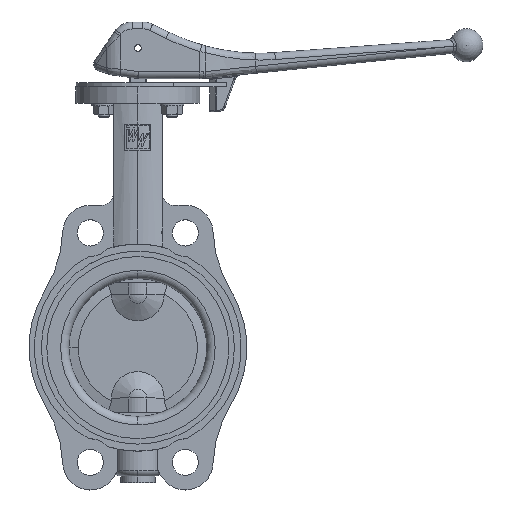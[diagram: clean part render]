
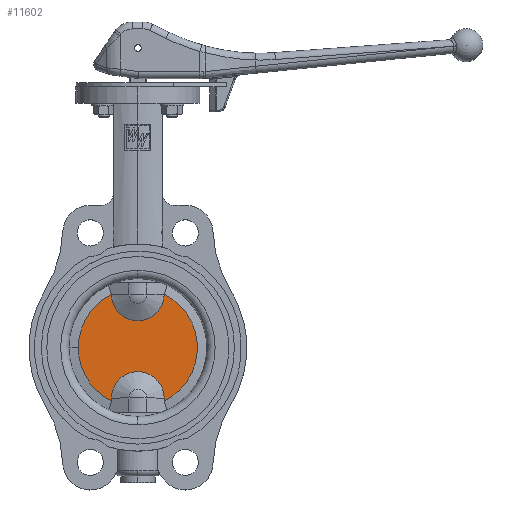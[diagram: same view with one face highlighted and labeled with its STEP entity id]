
A CAD part, top view. The second image highlights one B-rep face of the part: STEP entity #11602.
In plain terms, the highlighted planar face has unit normal (0, 0, 1).
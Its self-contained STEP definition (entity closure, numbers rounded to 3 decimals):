
#559 = CARTESIAN_POINT ( 'NONE',  ( -19.072, 38.698, 4. ) ) ;
#1162 = DIRECTION ( 'NONE',  ( 0., 0., 1. ) ) ;
#1354 = CARTESIAN_POINT ( 'NONE',  ( 0., 0., 4. ) ) ;
#1615 = DIRECTION ( 'NONE',  ( 0., 0., 1. ) ) ;
#1842 = EDGE_LOOP ( 'NONE', ( #20355, #12893, #3498, #6955, #25170, #28975, #25789, #6612, #17308 ) ) ;
#2303 = VERTEX_POINT ( 'NONE', #12537 ) ;
#2345 = EDGE_CURVE ( 'NONE', #26414, #5422, #2716, .T. ) ;
#2549 = CARTESIAN_POINT ( 'NONE',  ( 19.072, -36.5, 4. ) ) ;
#2716 = CIRCLE ( 'NONE', #4140, 43.142 ) ;
#2783 = DIRECTION ( 'NONE',  ( 0., 0., 1. ) ) ;
#2872 = DIRECTION ( 'NONE',  ( -1., 0., 0. ) ) ;
#3498 = ORIENTED_EDGE ( 'NONE', *, *, #7919, .F. ) ;
#4140 = AXIS2_PLACEMENT_3D ( 'NONE', #21991, #1615, #8809 ) ;
#4403 = EDGE_CURVE ( 'NONE', #8818, #23285, #5871, .T. ) ;
#4838 = AXIS2_PLACEMENT_3D ( 'NONE', #13115, #28660, #24089 ) ;
#5422 = VERTEX_POINT ( 'NONE', #6905 ) ;
#5871 = CIRCLE ( 'NONE', #8049, 19.072 ) ;
#6612 = ORIENTED_EDGE ( 'NONE', *, *, #8856, .T. ) ;
#6905 = CARTESIAN_POINT ( 'NONE',  ( -43.142, 0., 4. ) ) ;
#6955 = ORIENTED_EDGE ( 'NONE', *, *, #16608, .F. ) ;
#7064 = DIRECTION ( 'NONE',  ( 0., 1., 0. ) ) ;
#7136 = AXIS2_PLACEMENT_3D ( 'NONE', #18597, #2783, #28013 ) ;
#7163 = CARTESIAN_POINT ( 'NONE',  ( 0., 38.5, 4. ) ) ;
#7264 = DIRECTION ( 'NONE',  ( 0., 0., 1. ) ) ;
#7894 = CARTESIAN_POINT ( 'NONE',  ( 19.072, -38.698, 4. ) ) ;
#7919 = EDGE_CURVE ( 'NONE', #22346, #10693, #25114, .T. ) ;
#8049 = AXIS2_PLACEMENT_3D ( 'NONE', #9877, #16426, #2872 ) ;
#8409 = VECTOR ( 'NONE', #19978, 1000. ) ;
#8809 = DIRECTION ( 'NONE',  ( 1., 0., 0. ) ) ;
#8818 = VERTEX_POINT ( 'NONE', #2549 ) ;
#8856 = EDGE_CURVE ( 'NONE', #2303, #23285, #22886, .T. ) ;
#9646 = EDGE_CURVE ( 'NONE', #17946, #26414, #20718, .T. ) ;
#9877 = CARTESIAN_POINT ( 'NONE',  ( 0., -36.5, 4. ) ) ;
#10181 = DIRECTION ( 'NONE',  ( 1., 0., 0. ) ) ;
#10537 = EDGE_CURVE ( 'NONE', #23405, #10693, #28125, .T. ) ;
#10546 = PLANE ( 'NONE',  #4838 ) ;
#10693 = VERTEX_POINT ( 'NONE', #28411 ) ;
#11381 = EDGE_CURVE ( 'NONE', #23405, #8818, #20223, .T. ) ;
#11602 = ADVANCED_FACE ( 'NONE', ( #25205 ), #10546, .F. ) ;
#12525 = CARTESIAN_POINT ( 'NONE',  ( -19.072, -36.5, 4. ) ) ;
#12537 = CARTESIAN_POINT ( 'NONE',  ( -19.072, -38.698, 4. ) ) ;
#12627 = VECTOR ( 'NONE', #18961, 1000. ) ;
#12893 = ORIENTED_EDGE ( 'NONE', *, *, #10537, .T. ) ;
#13115 = CARTESIAN_POINT ( 'NONE',  ( -43.142, 0., 4. ) ) ;
#14116 = CARTESIAN_POINT ( 'NONE',  ( -19.072, 0., 4. ) ) ;
#14541 = CARTESIAN_POINT ( 'NONE',  ( -19.072, 0., 4. ) ) ;
#15249 = CARTESIAN_POINT ( 'NONE',  ( 19.072, 0., 4. ) ) ;
#16034 = CIRCLE ( 'NONE', #27259, 43.142 ) ;
#16426 = DIRECTION ( 'NONE',  ( 0., 0., 1. ) ) ;
#16608 = EDGE_CURVE ( 'NONE', #17946, #22346, #18497, .T. ) ;
#16770 = EDGE_CURVE ( 'NONE', #5422, #2303, #16034, .T. ) ;
#17218 = VECTOR ( 'NONE', #7064, 1000. ) ;
#17308 = ORIENTED_EDGE ( 'NONE', *, *, #4403, .F. ) ;
#17946 = VERTEX_POINT ( 'NONE', #25585 ) ;
#18497 = CIRCLE ( 'NONE', #23263, 19.072 ) ;
#18597 = CARTESIAN_POINT ( 'NONE',  ( 0., 0., 4. ) ) ;
#18961 = DIRECTION ( 'NONE',  ( 0., 1., 0. ) ) ;
#19978 = DIRECTION ( 'NONE',  ( 0., 1., 0. ) ) ;
#20223 = LINE ( 'NONE', #27030, #27329 ) ;
#20355 = ORIENTED_EDGE ( 'NONE', *, *, #11381, .F. ) ;
#20718 = LINE ( 'NONE', #14541, #17218 ) ;
#21991 = CARTESIAN_POINT ( 'NONE',  ( 0., 0., 4. ) ) ;
#22267 = DIRECTION ( 'NONE',  ( 0., 1., 0. ) ) ;
#22346 = VERTEX_POINT ( 'NONE', #25728 ) ;
#22886 = LINE ( 'NONE', #14116, #12627 ) ;
#23263 = AXIS2_PLACEMENT_3D ( 'NONE', #7163, #7264, #27409 ) ;
#23285 = VERTEX_POINT ( 'NONE', #12525 ) ;
#23405 = VERTEX_POINT ( 'NONE', #7894 ) ;
#24089 = DIRECTION ( 'NONE',  ( -1., 0., 0. ) ) ;
#25114 = LINE ( 'NONE', #15249, #8409 ) ;
#25170 = ORIENTED_EDGE ( 'NONE', *, *, #9646, .T. ) ;
#25205 = FACE_OUTER_BOUND ( 'NONE', #1842, .T. ) ;
#25585 = CARTESIAN_POINT ( 'NONE',  ( -19.072, 38.5, 4. ) ) ;
#25728 = CARTESIAN_POINT ( 'NONE',  ( 19.072, 38.5, 4. ) ) ;
#25789 = ORIENTED_EDGE ( 'NONE', *, *, #16770, .T. ) ;
#26414 = VERTEX_POINT ( 'NONE', #559 ) ;
#27030 = CARTESIAN_POINT ( 'NONE',  ( 19.072, 0., 4. ) ) ;
#27259 = AXIS2_PLACEMENT_3D ( 'NONE', #1354, #1162, #10181 ) ;
#27329 = VECTOR ( 'NONE', #22267, 1000. ) ;
#27409 = DIRECTION ( 'NONE',  ( -1., 0., 0. ) ) ;
#28013 = DIRECTION ( 'NONE',  ( 1., 0., 0. ) ) ;
#28125 = CIRCLE ( 'NONE', #7136, 43.142 ) ;
#28411 = CARTESIAN_POINT ( 'NONE',  ( 19.072, 38.698, 4. ) ) ;
#28660 = DIRECTION ( 'NONE',  ( 0., 0., -1. ) ) ;
#28975 = ORIENTED_EDGE ( 'NONE', *, *, #2345, .T. ) ;
